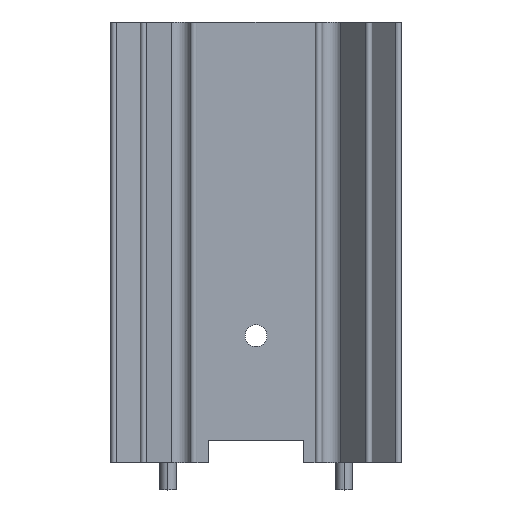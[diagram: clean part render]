
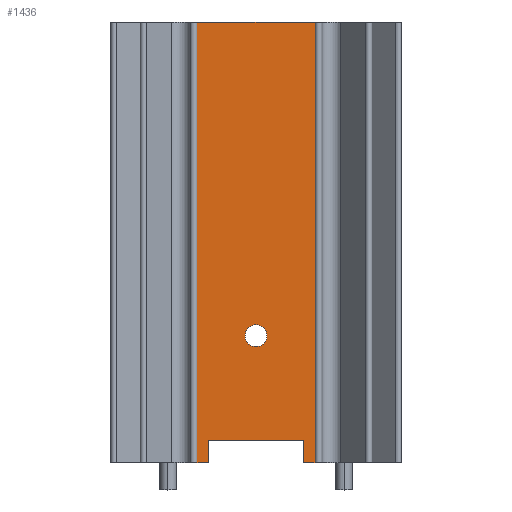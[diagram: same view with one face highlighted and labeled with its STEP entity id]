
A CAD part, top view. The second image highlights one B-rep face of the part: STEP entity #1436.
In plain terms, the highlighted planar face has unit normal (0, 0, 1).
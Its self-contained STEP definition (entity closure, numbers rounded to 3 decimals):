
#9 = DIRECTION ( 'NONE',  ( -1., 0., 0. ) ) ;
#20 = AXIS2_PLACEMENT_3D ( 'NONE', #68, #2523, #1366 ) ;
#28 = VERTEX_POINT ( 'NONE', #1019 ) ;
#43 = EDGE_CURVE ( 'NONE', #1501, #1825, #536, .T. ) ;
#68 = CARTESIAN_POINT ( 'NONE',  ( 0., 18.29, 0.785 ) ) ;
#110 = ORIENTED_EDGE ( 'NONE', *, *, #758, .T. ) ;
#267 = ORIENTED_EDGE ( 'NONE', *, *, #43, .T. ) ;
#293 = CARTESIAN_POINT ( 'NONE',  ( 0., 63.5, 0.785 ) ) ;
#312 = EDGE_CURVE ( 'NONE', #2290, #1104, #1839, .T. ) ;
#314 = EDGE_CURVE ( 'NONE', #2448, #2682, #735, .T. ) ;
#374 = EDGE_CURVE ( 'NONE', #1909, #28, #1997, .T. ) ;
#401 = EDGE_LOOP ( 'NONE', ( #1911, #267, #2631, #2406, #1999, #960, #1533, #2663 ) ) ;
#426 = CARTESIAN_POINT ( 'NONE',  ( -6.86, 3.18, 0.785 ) ) ;
#430 = AXIS2_PLACEMENT_3D ( 'NONE', #965, #1929, #1006 ) ;
#434 = VERTEX_POINT ( 'NONE', #1424 ) ;
#446 = DIRECTION ( 'NONE',  ( -1., 0., 0. ) ) ;
#536 = LINE ( 'NONE', #1431, #1024 ) ;
#559 = FACE_OUTER_BOUND ( 'NONE', #401, .T. ) ;
#564 = VECTOR ( 'NONE', #1640, 1000. ) ;
#666 = LINE ( 'NONE', #680, #1115 ) ;
#680 = CARTESIAN_POINT ( 'NONE',  ( -6.86, 0., 0.785 ) ) ;
#735 = LINE ( 'NONE', #293, #564 ) ;
#758 = EDGE_CURVE ( 'NONE', #1104, #2290, #1074, .T. ) ;
#779 = EDGE_LOOP ( 'NONE', ( #1142, #110 ) ) ;
#805 = CARTESIAN_POINT ( 'NONE',  ( -6.86, 0., 0.785 ) ) ;
#849 = CARTESIAN_POINT ( 'NONE',  ( 8.51, 63.5, 0.785 ) ) ;
#895 = VECTOR ( 'NONE', #9, 1000. ) ;
#917 = CARTESIAN_POINT ( 'NONE',  ( 8.51, 0., 0.785 ) ) ;
#960 = ORIENTED_EDGE ( 'NONE', *, *, #314, .T. ) ;
#965 = CARTESIAN_POINT ( 'NONE',  ( 0., 0., 0.785 ) ) ;
#1006 = DIRECTION ( 'NONE',  ( 0., -1., 0. ) ) ;
#1019 = CARTESIAN_POINT ( 'NONE',  ( -8.51, 0., 0.785 ) ) ;
#1024 = VECTOR ( 'NONE', #1244, 1000. ) ;
#1074 = CIRCLE ( 'NONE', #20, 1.585 ) ;
#1104 = VERTEX_POINT ( 'NONE', #2657 ) ;
#1113 = CARTESIAN_POINT ( 'NONE',  ( 8.51, 0., 0.785 ) ) ;
#1115 = VECTOR ( 'NONE', #1580, 1000. ) ;
#1142 = ORIENTED_EDGE ( 'NONE', *, *, #312, .T. ) ;
#1173 = DIRECTION ( 'NONE',  ( 1., 0., 0. ) ) ;
#1220 = CARTESIAN_POINT ( 'NONE',  ( -8.51, 63.5, 0.785 ) ) ;
#1244 = DIRECTION ( 'NONE',  ( 1., 0., 0. ) ) ;
#1366 = DIRECTION ( 'NONE',  ( 1., 0., 0. ) ) ;
#1403 = EDGE_CURVE ( 'NONE', #1825, #434, #2850, .T. ) ;
#1424 = CARTESIAN_POINT ( 'NONE',  ( 6.86, 0., 0.785 ) ) ;
#1431 = CARTESIAN_POINT ( 'NONE',  ( -3.43, 3.18, 0.785 ) ) ;
#1436 = ADVANCED_FACE ( 'NONE', ( #2608, #559 ), #2093, .F. ) ;
#1442 = DIRECTION ( 'NONE',  ( 0., 0., -1. ) ) ;
#1489 = VECTOR ( 'NONE', #1824, 1000. ) ;
#1501 = VERTEX_POINT ( 'NONE', #426 ) ;
#1533 = ORIENTED_EDGE ( 'NONE', *, *, #2156, .F. ) ;
#1580 = DIRECTION ( 'NONE',  ( 0., 1., 0. ) ) ;
#1627 = CARTESIAN_POINT ( 'NONE',  ( 1.585, 18.29, 0.785 ) ) ;
#1640 = DIRECTION ( 'NONE',  ( -1., 0., 0. ) ) ;
#1701 = AXIS2_PLACEMENT_3D ( 'NONE', #2344, #1442, #1173 ) ;
#1824 = DIRECTION ( 'NONE',  ( 0., 1., 0. ) ) ;
#1825 = VERTEX_POINT ( 'NONE', #2125 ) ;
#1839 = CIRCLE ( 'NONE', #1701, 1.585 ) ;
#1840 = CARTESIAN_POINT ( 'NONE',  ( 0., 0., 0.785 ) ) ;
#1909 = VERTEX_POINT ( 'NONE', #805 ) ;
#1911 = ORIENTED_EDGE ( 'NONE', *, *, #2539, .T. ) ;
#1915 = CARTESIAN_POINT ( 'NONE',  ( 6.86, 1.59, 0.785 ) ) ;
#1929 = DIRECTION ( 'NONE',  ( 0., 0., -1. ) ) ;
#1997 = LINE ( 'NONE', #2492, #2315 ) ;
#1999 = ORIENTED_EDGE ( 'NONE', *, *, #2475, .T. ) ;
#2018 = CARTESIAN_POINT ( 'NONE',  ( -8.51, 0., 0.785 ) ) ;
#2093 = PLANE ( 'NONE',  #430 ) ;
#2109 = EDGE_CURVE ( 'NONE', #2771, #434, #2711, .T. ) ;
#2125 = CARTESIAN_POINT ( 'NONE',  ( 6.86, 3.18, 0.785 ) ) ;
#2156 = EDGE_CURVE ( 'NONE', #28, #2682, #2754, .T. ) ;
#2290 = VERTEX_POINT ( 'NONE', #1627 ) ;
#2315 = VECTOR ( 'NONE', #446, 1000. ) ;
#2344 = CARTESIAN_POINT ( 'NONE',  ( 0., 18.29, 0.785 ) ) ;
#2406 = ORIENTED_EDGE ( 'NONE', *, *, #2109, .F. ) ;
#2448 = VERTEX_POINT ( 'NONE', #849 ) ;
#2475 = EDGE_CURVE ( 'NONE', #2771, #2448, #2494, .T. ) ;
#2492 = CARTESIAN_POINT ( 'NONE',  ( 0., 0., 0.785 ) ) ;
#2494 = LINE ( 'NONE', #917, #1489 ) ;
#2523 = DIRECTION ( 'NONE',  ( 0., 0., -1. ) ) ;
#2539 = EDGE_CURVE ( 'NONE', #1909, #1501, #666, .T. ) ;
#2573 = VECTOR ( 'NONE', #2834, 1000. ) ;
#2608 = FACE_BOUND ( 'NONE', #779, .T. ) ;
#2631 = ORIENTED_EDGE ( 'NONE', *, *, #1403, .T. ) ;
#2657 = CARTESIAN_POINT ( 'NONE',  ( -1.585, 18.29, 0.785 ) ) ;
#2663 = ORIENTED_EDGE ( 'NONE', *, *, #374, .F. ) ;
#2667 = VECTOR ( 'NONE', #2945, 1000. ) ;
#2682 = VERTEX_POINT ( 'NONE', #1220 ) ;
#2711 = LINE ( 'NONE', #1840, #895 ) ;
#2754 = LINE ( 'NONE', #2018, #2667 ) ;
#2771 = VERTEX_POINT ( 'NONE', #1113 ) ;
#2834 = DIRECTION ( 'NONE',  ( 0., -1., 0. ) ) ;
#2850 = LINE ( 'NONE', #1915, #2573 ) ;
#2945 = DIRECTION ( 'NONE',  ( 0., 1., 0. ) ) ;
